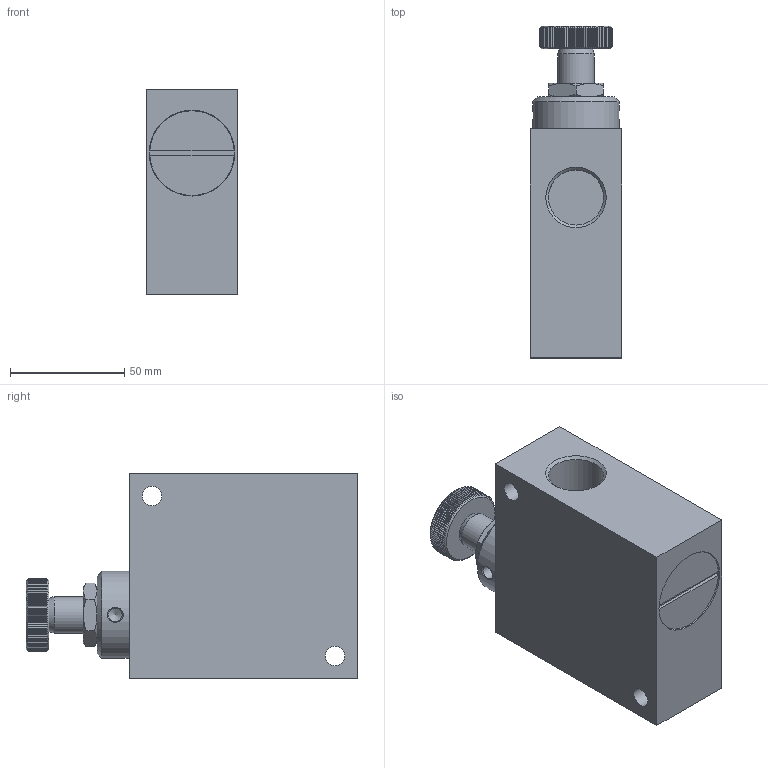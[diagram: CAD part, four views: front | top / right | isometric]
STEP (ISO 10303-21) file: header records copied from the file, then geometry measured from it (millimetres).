
FILE_DESCRIPTION(/* description */ ('STEP AP214'),/* implementation_level */ '2;1');
FILE_NAME(/* name */ '2103_GR-3_4',/* time_stamp */ '2024-08-28T20:43:59+02:00',/* author */ ('License CC BY-ND 4.0'),/* organization */ ('CADENAS'),/* preprocessor_version */ 'ST-DEVELOPER v19.3',/* originating_system */ 'PARTsolutions',/* authorisation */ ' ');
FILE_SCHEMA (('AUTOMOTIVE_DESIGN {1 0 10303 214 3 1 1}'));
Length unit declared in the file: millimetre
Products named in the file (1): 2103 GR-3/4---(0)
Bounding box: 40 x 145 x 90 mm (x, y, z)
Volume: 326863.5 mm3; surface area: 50934.4 mm2
Topology: 1 solids, 1 shells, 246 faces, 699 edges, 463 vertices
Faces by surface type: plane 224, cone 12, cylinder 10
Full cylindrical faces by diameter (mm): 6 x2, 8.5 x2, 16 x1, 24.117 x2, 37 x1, 37.5 x1, 38 x1
Entity records: 8196 total; most frequent: CARTESIAN_POINT 2677, ORIENTED_EDGE 1342, DIRECTION 782, EDGE_CURVE 671, VERTEX_POINT 459, B_SPLINE_CURVE_WITH_KNOTS 414, FACE_BOUND 282, EDGE_LOOP 280
